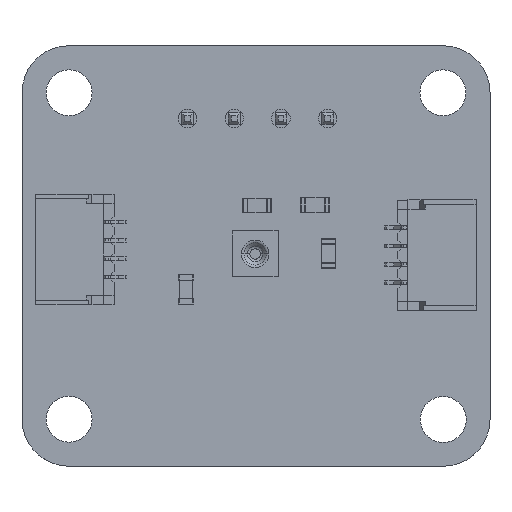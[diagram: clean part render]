
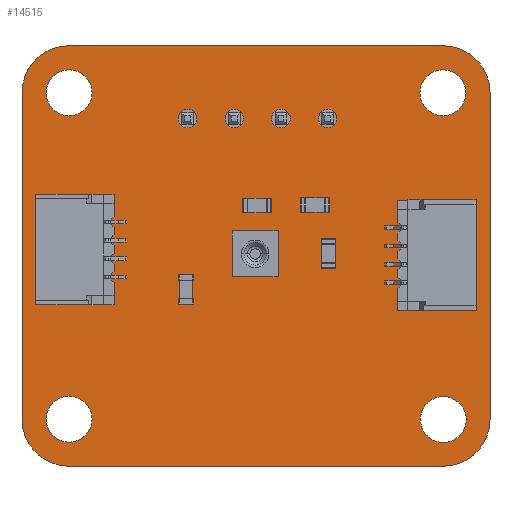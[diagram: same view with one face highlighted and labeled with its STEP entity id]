
A CAD part, top view. The second image highlights one B-rep face of the part: STEP entity #14515.
In plain terms, the highlighted planar face has unit normal (0, 0, 1).
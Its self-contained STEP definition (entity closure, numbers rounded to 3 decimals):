
#14278 = VERTEX_POINT('',#14279);
#14279 = CARTESIAN_POINT('',(10.209,11.43,1.51));
#14285 = EDGE_CURVE('',#14278,#14286,#14288,.T.);
#14286 = VERTEX_POINT('',#14287);
#14287 = CARTESIAN_POINT('',(12.721,8.872,1.51));
#14288 = CIRCLE('',#14289,2.558);
#14289 = AXIS2_PLACEMENT_3D('',#14290,#14291,#14292);
#14290 = CARTESIAN_POINT('',(10.163,8.872,1.51));
#14291 = DIRECTION('',(0.,0.,-1.));
#14292 = DIRECTION('',(0.018,1.,0.));
#14320 = VERTEX_POINT('',#14321);
#14321 = CARTESIAN_POINT('',(-10.137,11.43,1.51));
#14327 = EDGE_CURVE('',#14320,#14278,#14328,.T.);
#14328 = LINE('',#14329,#14330);
#14329 = CARTESIAN_POINT('',(-10.137,11.43,1.51));
#14330 = VECTOR('',#14331,1.);
#14331 = DIRECTION('',(1.,0.,0.));
#14349 = EDGE_CURVE('',#14286,#14350,#14352,.T.);
#14350 = VERTEX_POINT('',#14351);
#14351 = CARTESIAN_POINT('',(12.721,-8.866,1.51));
#14352 = LINE('',#14353,#14354);
#14353 = CARTESIAN_POINT('',(12.721,8.872,1.51));
#14354 = VECTOR('',#14355,1.);
#14355 = DIRECTION('',(0.,-1.,0.));
#14515 = ADVANCED_FACE('',(#14516,#14562,#14573,#14584,#14595,#14606,
    #14617,#14628,#14639),#14650,.T.);
#14516 = FACE_BOUND('',#14517,.T.);
#14517 = EDGE_LOOP('',(#14518,#14519,#14520,#14529,#14537,#14546,#14554,
    #14561));
#14518 = ORIENTED_EDGE('',*,*,#14285,.F.);
#14519 = ORIENTED_EDGE('',*,*,#14327,.F.);
#14520 = ORIENTED_EDGE('',*,*,#14521,.F.);
#14521 = EDGE_CURVE('',#14522,#14320,#14524,.T.);
#14522 = VERTEX_POINT('',#14523);
#14523 = CARTESIAN_POINT('',(-12.721,8.89,1.51));
#14524 = CIRCLE('',#14525,2.558);
#14525 = AXIS2_PLACEMENT_3D('',#14526,#14527,#14528);
#14526 = CARTESIAN_POINT('',(-10.163,8.872,1.51));
#14527 = DIRECTION('',(0.,0.,-1.));
#14528 = DIRECTION('',(-1.,0.007,0.));
#14529 = ORIENTED_EDGE('',*,*,#14530,.F.);
#14530 = EDGE_CURVE('',#14531,#14522,#14533,.T.);
#14531 = VERTEX_POINT('',#14532);
#14532 = CARTESIAN_POINT('',(-12.721,-8.856,1.51));
#14533 = LINE('',#14534,#14535);
#14534 = CARTESIAN_POINT('',(-12.721,-8.856,1.51));
#14535 = VECTOR('',#14536,1.);
#14536 = DIRECTION('',(0.,1.,0.));
#14537 = ORIENTED_EDGE('',*,*,#14538,.F.);
#14538 = EDGE_CURVE('',#14539,#14531,#14541,.T.);
#14539 = VERTEX_POINT('',#14540);
#14540 = CARTESIAN_POINT('',(-10.181,-11.43,1.51));
#14541 = CIRCLE('',#14542,2.558);
#14542 = AXIS2_PLACEMENT_3D('',#14543,#14544,#14545);
#14543 = CARTESIAN_POINT('',(-10.163,-8.872,1.51));
#14544 = DIRECTION('',(0.,0.,-1.));
#14545 = DIRECTION('',(-0.007,-1.,-0.));
#14546 = ORIENTED_EDGE('',*,*,#14547,.F.);
#14547 = EDGE_CURVE('',#14548,#14539,#14550,.T.);
#14548 = VERTEX_POINT('',#14549);
#14549 = CARTESIAN_POINT('',(10.209,-11.43,1.51));
#14550 = LINE('',#14551,#14552);
#14551 = CARTESIAN_POINT('',(10.209,-11.43,1.51));
#14552 = VECTOR('',#14553,1.);
#14553 = DIRECTION('',(-1.,0.,0.));
#14554 = ORIENTED_EDGE('',*,*,#14555,.F.);
#14555 = EDGE_CURVE('',#14350,#14548,#14556,.T.);
#14556 = CIRCLE('',#14557,2.539);
#14557 = AXIS2_PLACEMENT_3D('',#14558,#14559,#14560);
#14558 = CARTESIAN_POINT('',(10.183,-8.891,1.51));
#14559 = DIRECTION('',(0.,0.,-1.));
#14560 = DIRECTION('',(1.,0.01,0.));
#14561 = ORIENTED_EDGE('',*,*,#14349,.F.);
#14562 = FACE_BOUND('',#14563,.T.);
#14563 = EDGE_LOOP('',(#14564));
#14564 = ORIENTED_EDGE('',*,*,#14565,.T.);
#14565 = EDGE_CURVE('',#14566,#14566,#14568,.T.);
#14566 = VERTEX_POINT('',#14567);
#14567 = CARTESIAN_POINT('',(-10.163,-10.122,1.51));
#14568 = CIRCLE('',#14569,1.25);
#14569 = AXIS2_PLACEMENT_3D('',#14570,#14571,#14572);
#14570 = CARTESIAN_POINT('',(-10.163,-8.872,1.51));
#14571 = DIRECTION('',(-0.,0.,-1.));
#14572 = DIRECTION('',(-0.,-1.,0.));
#14573 = FACE_BOUND('',#14574,.T.);
#14574 = EDGE_LOOP('',(#14575));
#14575 = ORIENTED_EDGE('',*,*,#14576,.T.);
#14576 = EDGE_CURVE('',#14577,#14577,#14579,.T.);
#14577 = VERTEX_POINT('',#14578);
#14578 = CARTESIAN_POINT('',(10.183,-10.141,1.51));
#14579 = CIRCLE('',#14580,1.25);
#14580 = AXIS2_PLACEMENT_3D('',#14581,#14582,#14583);
#14581 = CARTESIAN_POINT('',(10.183,-8.891,1.51));
#14582 = DIRECTION('',(-0.,0.,-1.));
#14583 = DIRECTION('',(-0.,-1.,0.));
#14584 = FACE_BOUND('',#14585,.T.);
#14585 = EDGE_LOOP('',(#14586));
#14586 = ORIENTED_EDGE('',*,*,#14587,.T.);
#14587 = EDGE_CURVE('',#14588,#14588,#14590,.T.);
#14588 = VERTEX_POINT('',#14589);
#14589 = CARTESIAN_POINT('',(-10.163,7.622,1.51));
#14590 = CIRCLE('',#14591,1.25);
#14591 = AXIS2_PLACEMENT_3D('',#14592,#14593,#14594);
#14592 = CARTESIAN_POINT('',(-10.163,8.872,1.51));
#14593 = DIRECTION('',(-0.,0.,-1.));
#14594 = DIRECTION('',(-0.,-1.,0.));
#14595 = FACE_BOUND('',#14596,.T.);
#14596 = EDGE_LOOP('',(#14597));
#14597 = ORIENTED_EDGE('',*,*,#14598,.T.);
#14598 = EDGE_CURVE('',#14599,#14599,#14601,.T.);
#14599 = VERTEX_POINT('',#14600);
#14600 = CARTESIAN_POINT('',(-3.724,6.97,1.51));
#14601 = CIRCLE('',#14602,0.5);
#14602 = AXIS2_PLACEMENT_3D('',#14603,#14604,#14605);
#14603 = CARTESIAN_POINT('',(-3.724,7.47,1.51));
#14604 = DIRECTION('',(-0.,0.,-1.));
#14605 = DIRECTION('',(0.,-1.,-0.));
#14606 = FACE_BOUND('',#14607,.T.);
#14607 = EDGE_LOOP('',(#14608));
#14608 = ORIENTED_EDGE('',*,*,#14609,.T.);
#14609 = EDGE_CURVE('',#14610,#14610,#14612,.T.);
#14610 = VERTEX_POINT('',#14611);
#14611 = CARTESIAN_POINT('',(-1.184,6.97,1.51));
#14612 = CIRCLE('',#14613,0.5);
#14613 = AXIS2_PLACEMENT_3D('',#14614,#14615,#14616);
#14614 = CARTESIAN_POINT('',(-1.184,7.47,1.51));
#14615 = DIRECTION('',(-0.,0.,-1.));
#14616 = DIRECTION('',(-0.,-1.,0.));
#14617 = FACE_BOUND('',#14618,.T.);
#14618 = EDGE_LOOP('',(#14619));
#14619 = ORIENTED_EDGE('',*,*,#14620,.T.);
#14620 = EDGE_CURVE('',#14621,#14621,#14623,.T.);
#14621 = VERTEX_POINT('',#14622);
#14622 = CARTESIAN_POINT('',(1.356,6.97,1.51));
#14623 = CIRCLE('',#14624,0.5);
#14624 = AXIS2_PLACEMENT_3D('',#14625,#14626,#14627);
#14625 = CARTESIAN_POINT('',(1.356,7.47,1.51));
#14626 = DIRECTION('',(-0.,0.,-1.));
#14627 = DIRECTION('',(-0.,-1.,0.));
#14628 = FACE_BOUND('',#14629,.T.);
#14629 = EDGE_LOOP('',(#14630));
#14630 = ORIENTED_EDGE('',*,*,#14631,.T.);
#14631 = EDGE_CURVE('',#14632,#14632,#14634,.T.);
#14632 = VERTEX_POINT('',#14633);
#14633 = CARTESIAN_POINT('',(3.896,6.97,1.51));
#14634 = CIRCLE('',#14635,0.5);
#14635 = AXIS2_PLACEMENT_3D('',#14636,#14637,#14638);
#14636 = CARTESIAN_POINT('',(3.896,7.47,1.51));
#14637 = DIRECTION('',(-0.,0.,-1.));
#14638 = DIRECTION('',(0.,-1.,-0.));
#14639 = FACE_BOUND('',#14640,.T.);
#14640 = EDGE_LOOP('',(#14641));
#14641 = ORIENTED_EDGE('',*,*,#14642,.T.);
#14642 = EDGE_CURVE('',#14643,#14643,#14645,.T.);
#14643 = VERTEX_POINT('',#14644);
#14644 = CARTESIAN_POINT('',(10.163,7.622,1.51));
#14645 = CIRCLE('',#14646,1.25);
#14646 = AXIS2_PLACEMENT_3D('',#14647,#14648,#14649);
#14647 = CARTESIAN_POINT('',(10.163,8.872,1.51));
#14648 = DIRECTION('',(-0.,0.,-1.));
#14649 = DIRECTION('',(-0.,-1.,0.));
#14650 = PLANE('',#14651);
#14651 = AXIS2_PLACEMENT_3D('',#14652,#14653,#14654);
#14652 = CARTESIAN_POINT('',(0.,0.,1.51));
#14653 = DIRECTION('',(0.,0.,1.));
#14654 = DIRECTION('',(1.,0.,-0.));
